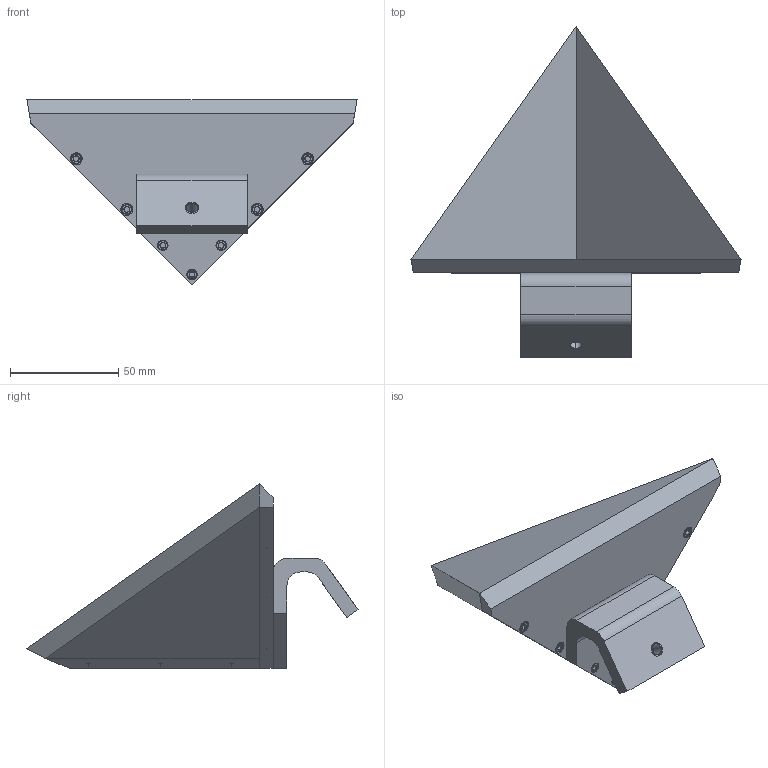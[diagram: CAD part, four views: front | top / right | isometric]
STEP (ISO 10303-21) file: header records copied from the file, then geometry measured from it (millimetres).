
FILE_DESCRIPTION (( 'STEP AP214' ), '1' );
FILE_NAME ('PEWRL0005 ¦ FMWRL0005.step', '2022-03-03T17:16:07', ( '' ), ( '' ), 'SwSTEP 2.0', 'SolidWorks 2021', '' );
FILE_SCHEMA (( 'AUTOMOTIVE_DESIGN' ));
Length unit declared in the file: inch
Products named in the file (1): PEWRL0005 ｦ FMWRL0005
Bounding box: 152.4 x 153.29 x 85.18 mm (x, y, z)
Volume: 164671.8 mm3; surface area: 66818.1 mm2
Topology: 17 solids, 17 shells, 1120 faces, 2904 edges, 1853 vertices
Faces by surface type: cylinder 742, plane 180, cone 174, bspline 24
Entity records: 49835 total; most frequent: CARTESIAN_POINT 25897, ORIENTED_EDGE 5772, DIRECTION 4200, EDGE_CURVE 2886, VERTEX_POINT 1853, AXIS2_PLACEMENT_3D 1573, EDGE_LOOP 1213, ADVANCED_FACE 1120
